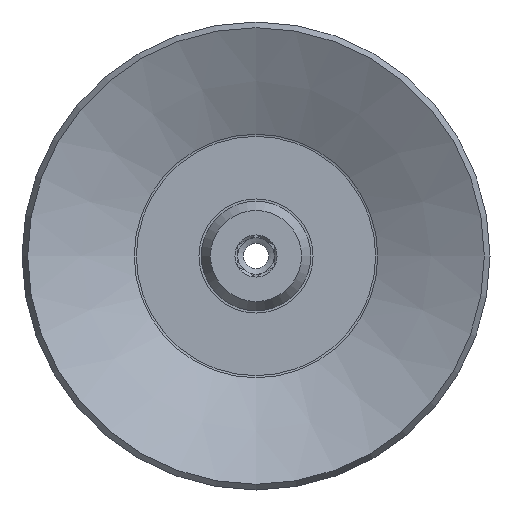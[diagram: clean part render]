
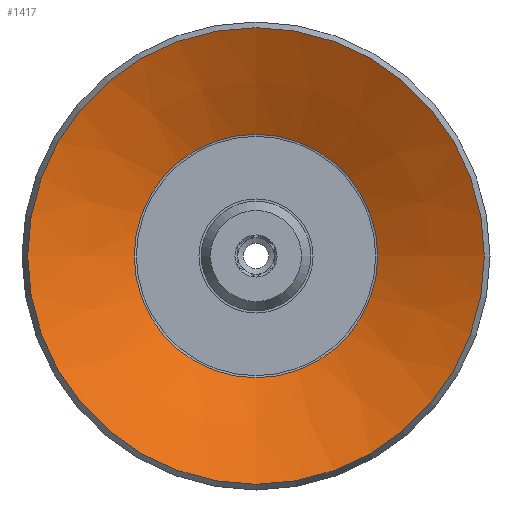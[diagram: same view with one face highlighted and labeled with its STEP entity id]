
A CAD part, front view. The second image highlights one B-rep face of the part: STEP entity #1417.
In plain terms, the highlighted conical face has half-angle 63 degrees and reference radius 26.663 mm.
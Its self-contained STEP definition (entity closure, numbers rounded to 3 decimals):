
#65=CONICAL_SURFACE('',#1525,26.663,1.1);
#101=CIRCLE('',#1524,26.663);
#102=CIRCLE('',#1526,50.);
#199=ORIENTED_EDGE('',*,*,#422,.T.);
#200=ORIENTED_EDGE('',*,*,#421,.F.);
#421=EDGE_CURVE('',#529,#529,#101,.T.);
#422=EDGE_CURVE('',#530,#530,#102,.T.);
#529=VERTEX_POINT('',#2090);
#530=VERTEX_POINT('',#2093);
#677=EDGE_LOOP('',(#199));
#678=EDGE_LOOP('',(#200));
#779=FACE_BOUND('',#677,.T.);
#780=FACE_BOUND('',#678,.T.);
#1417=ADVANCED_FACE('',(#779,#780),#65,.F.);
#1524=AXIS2_PLACEMENT_3D('',#2089,#1721,#1722);
#1525=AXIS2_PLACEMENT_3D('',#2091,#1723,#1724);
#1526=AXIS2_PLACEMENT_3D('',#2092,#1725,#1726);
#1721=DIRECTION('',(0.,-1.,0.));
#1722=DIRECTION('',(0.,0.,-1.));
#1723=DIRECTION('',(0.,-1.,0.));
#1724=DIRECTION('',(0.,0.,-1.));
#1725=DIRECTION('',(0.,-1.,0.));
#1726=DIRECTION('',(0.,0.,-1.));
#2089=CARTESIAN_POINT('',(0.,11.891,0.));
#2090=CARTESIAN_POINT('',(0.,11.891,-26.663));
#2091=CARTESIAN_POINT('',(0.,11.891,0.));
#2092=CARTESIAN_POINT('',(0.,0.,0.));
#2093=CARTESIAN_POINT('',(0.,0.,-50.));
